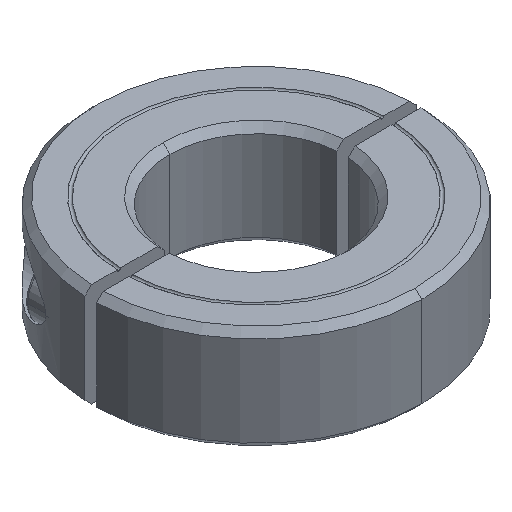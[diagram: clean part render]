
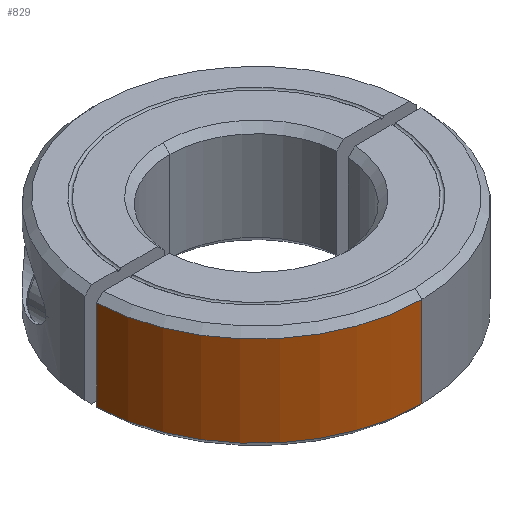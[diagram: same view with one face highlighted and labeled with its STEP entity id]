
A CAD part, isometric view. The second image highlights one B-rep face of the part: STEP entity #829.
In plain terms, the highlighted cylindrical face has radius 24 mm (diameter 48 mm), a partial arc.
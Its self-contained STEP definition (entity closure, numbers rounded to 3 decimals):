
#715=EDGE_CURVE('',#879,#981,#1847,.T.);
#729=EDGE_CURVE('',#771,#879,#1863,.T.);
#771=VERTEX_POINT('',#1910);
#829=ADVANCED_FACE('',(#1974),#1975,.T.);
#879=VERTEX_POINT('',#2030);
#981=VERTEX_POINT('',#2144);
#1103=EDGE_CURVE('',#981,#1513,#2283,.T.);
#1513=VERTEX_POINT('',#2743);
#1549=EDGE_CURVE('',#771,#1513,#2779,.T.);
#1847=CIRCLE('',#3194,24.0);
#1863=LINE('',#3215,#3216);
#1910=CARTESIAN_POINT('',(-23.985,-0.84,14.04));
#1974=FACE_OUTER_BOUND('',#3405,.T.);
#1975=CYLINDRICAL_SURFACE('',#3406,24.0);
#2030=CARTESIAN_POINT('',(-23.985,-0.84,0.96));
#2144=CARTESIAN_POINT('',(0.,-24.0,0.96));
#2283=LINE('',#3883,#3884);
#2743=CARTESIAN_POINT('',(0.,-24.0,14.04));
#2779=CIRCLE('',#4749,24.0);
#3194=AXIS2_PLACEMENT_3D('',#5172,#5173,#5174);
#3215=CARTESIAN_POINT('',(-23.985,-0.84,7.5));
#3216=VECTOR('',#5194,1.0);
#3405=EDGE_LOOP('',(#5317,#5318,#5319,#5320));
#3406=AXIS2_PLACEMENT_3D('',#5321,#5322,#5323);
#3883=CARTESIAN_POINT('',(0.,-24.0,7.5));
#3884=VECTOR('',#5716,1.0);
#4749=AXIS2_PLACEMENT_3D('',#6281,#6282,#6283);
#5172=CARTESIAN_POINT('',(0.,0.,0.96));
#5173=DIRECTION('',(0.,0.,1.0));
#5174=DIRECTION('',(0.0,-1.0,0.));
#5194=DIRECTION('',(0.,0.,-1.0));
#5317=ORIENTED_EDGE('',*,*,#1103,.T.);
#5318=ORIENTED_EDGE('',*,*,#1549,.F.);
#5319=ORIENTED_EDGE('',*,*,#729,.T.);
#5320=ORIENTED_EDGE('',*,*,#715,.T.);
#5321=CARTESIAN_POINT('',(0.,0.,7.5));
#5322=DIRECTION('',(0.,0.,-1.0));
#5323=DIRECTION('',(0.0,-1.0,0.));
#5716=DIRECTION('',(0.,0.,1.0));
#6281=CARTESIAN_POINT('',(0.,0.,14.04));
#6282=DIRECTION('',(0.,0.,1.0));
#6283=DIRECTION('',(0.0,-1.0,0.));
